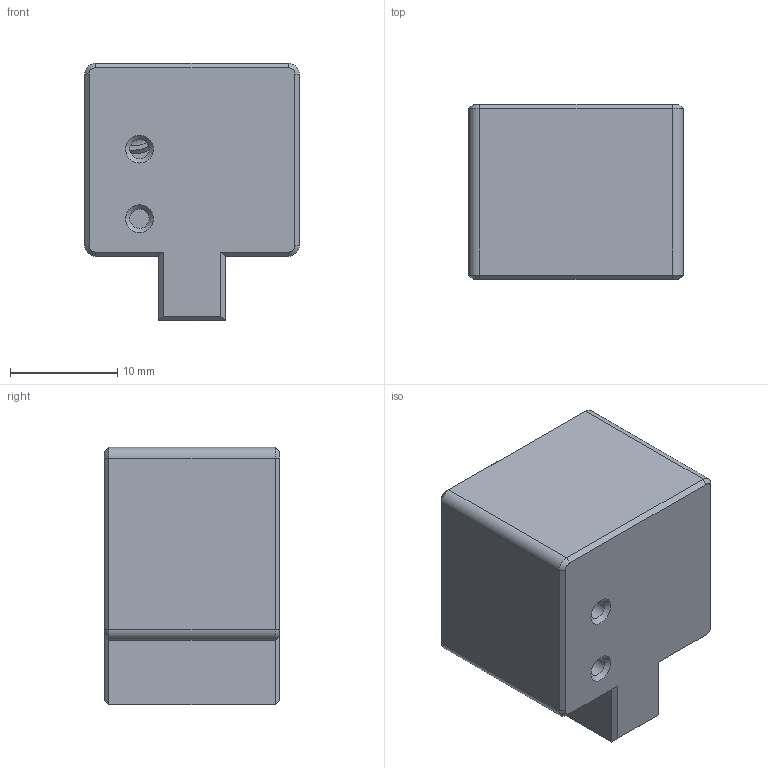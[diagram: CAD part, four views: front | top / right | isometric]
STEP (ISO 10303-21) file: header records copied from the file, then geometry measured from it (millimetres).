
FILE_DESCRIPTION(/* description */ ('FreeCAD Model','CAx-IF Rec.Pracs.---Representation and Presentation of Product Manufacturing Information (PMI)---4.0---2014-10-13'),/* implementation_level */ '2;1');
FILE_NAME(/* name */ 'Nudge_Mount Part 2 v2.step',/* time_stamp */ '2025-03-30T13:19:27-06:00',/* author */ (''),/* organization */ (''),/* preprocessor_version */ 'ST-DEVELOPER v20',/* originating_system */ 'Autodesk Translation Framework v13.20.0.188',/* authorisation */ '');
FILE_SCHEMA (('AP242_MANAGED_MODEL_BASED_3D_ENGINEERING_MIM_LF { 1 0 10303 442 1 1 4 }'));
Length unit declared in the file: millimetre
Products named in the file (2): Nudge_Mount_Part2; Body001
Assembly tree (1 placements, depth 2):
  Nudge_Mount_Part2
    Body001
Bounding box: 20 x 16.35 x 24 mm (x, y, z)
Volume: 5761.5 mm3; surface area: 2699.6 mm2
Topology: 1 solids, 1 shells, 61 faces, 140 edges, 82 vertices
Faces by surface type: plane 29, cone 18, cylinder 12, torus 2
Full cylindrical faces by diameter (mm): 1.8 x2, 3.4 x2, 4.5 x1, 6.2 x3
Entity records: 1731 total; most frequent: DIRECTION 305, CARTESIAN_POINT 293, ORIENTED_EDGE 270, EDGE_CURVE 135, AXIS2_PLACEMENT_3D 109, LINE 87, VECTOR 87, VERTEX_POINT 82
